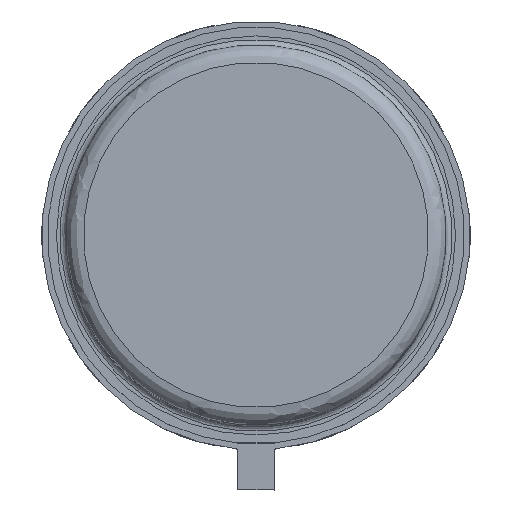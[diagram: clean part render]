
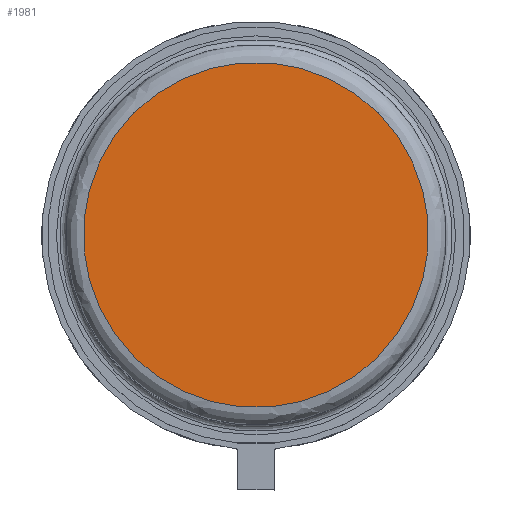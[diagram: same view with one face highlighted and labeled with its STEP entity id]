
A CAD part, top view. The second image highlights one B-rep face of the part: STEP entity #1981.
In plain terms, the highlighted planar face has unit normal (0, 0, 1).
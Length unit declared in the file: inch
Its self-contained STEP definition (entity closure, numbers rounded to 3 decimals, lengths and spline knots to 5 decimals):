
#1645=PLANE('',#3702);
#1828=CIRCLE('',#3701,0.147);
#1981=ADVANCED_FACE('',(#2112),#1645,.T.);
#2112=FACE_OUTER_BOUND('',#2233,.T.);
#2233=EDGE_LOOP('',(#2513));
#2513=ORIENTED_EDGE('',*,*,#3353,.T.);
#3094=VERTEX_POINT('',#5656);
#3353=EDGE_CURVE('',#3094,#3094,#1828,.T.);
#3701=AXIS2_PLACEMENT_3D('',#5655,#4021,#4022);
#3702=AXIS2_PLACEMENT_3D('',#5692,#4023,#4024);
#4021=DIRECTION('',(0.,0.,1.));
#4022=DIRECTION('',(1.,0.,0.));
#4023=DIRECTION('',(0.,0.,1.));
#4024=DIRECTION('',(0.,-1.,0.));
#5655=CARTESIAN_POINT('',(0.,0.,
0.252));
#5656=CARTESIAN_POINT('',(0.147,0.,0.252));
#5692=CARTESIAN_POINT('',(-0.1782,0.1782,0.252));
